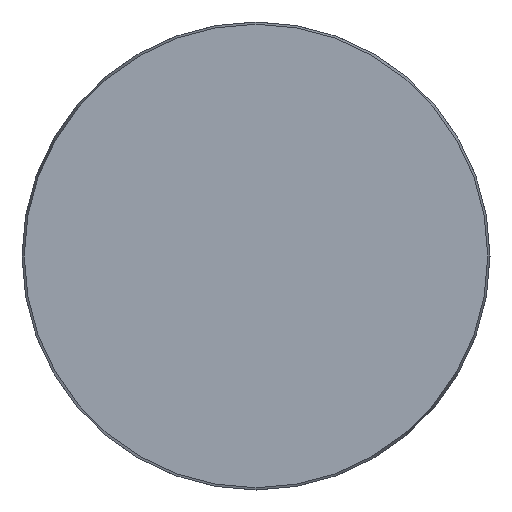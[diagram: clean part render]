
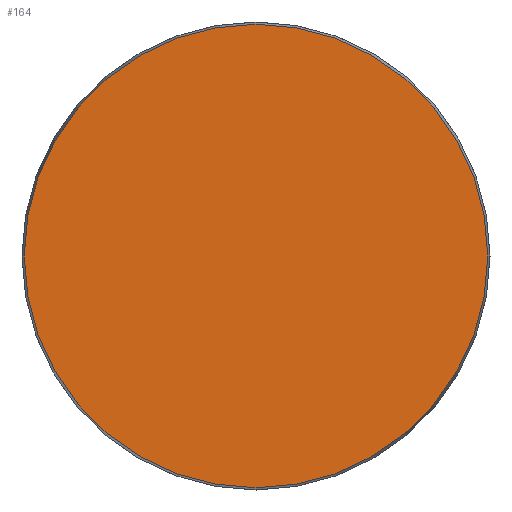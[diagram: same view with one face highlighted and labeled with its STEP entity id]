
A CAD part, front view. The second image highlights one B-rep face of the part: STEP entity #164.
In plain terms, the highlighted planar face has unit normal (0, -1, 0).
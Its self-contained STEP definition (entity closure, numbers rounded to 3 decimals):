
#35 = EDGE_CURVE ( 'NONE', #286, #286, #256, .T. ) ;
#82 = DIRECTION ( 'NONE',  ( 0., 0., 1. ) ) ;
#106 = ORIENTED_EDGE ( 'NONE', *, *, #35, .T. ) ;
#120 = AXIS2_PLACEMENT_3D ( 'NONE', #376, #160, #505 ) ;
#160 = DIRECTION ( 'NONE',  ( 0., -1., 0. ) ) ;
#164 = ADVANCED_FACE ( 'NONE', ( #264 ), #433, .F. ) ;
#221 = DIRECTION ( 'NONE',  ( 0., 1., 0. ) ) ;
#256 = CIRCLE ( 'NONE', #120, 58.425 ) ;
#260 = CARTESIAN_POINT ( 'NONE',  ( -58.425, 0., 0. ) ) ;
#264 = FACE_OUTER_BOUND ( 'NONE', #512, .T. ) ;
#286 = VERTEX_POINT ( 'NONE', #458 ) ;
#316 = AXIS2_PLACEMENT_3D ( 'NONE', #260, #221, #82 ) ;
#376 = CARTESIAN_POINT ( 'NONE',  ( 0., 0., 0. ) ) ;
#433 = PLANE ( 'NONE',  #316 ) ;
#458 = CARTESIAN_POINT ( 'NONE',  ( 0., 0., -58.425 ) ) ;
#505 = DIRECTION ( 'NONE',  ( 0., 0., -1. ) ) ;
#512 = EDGE_LOOP ( 'NONE', ( #106 ) ) ;
